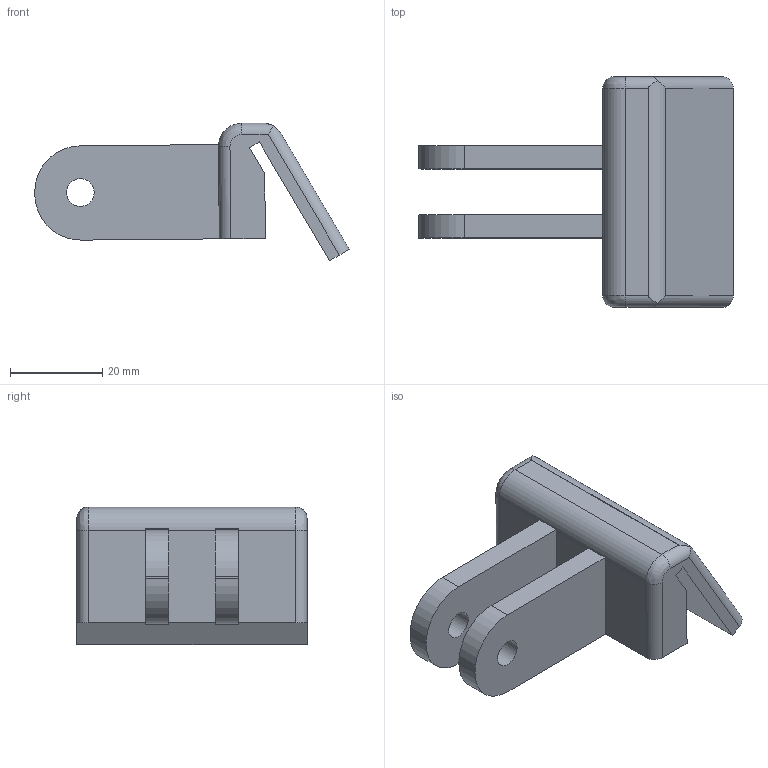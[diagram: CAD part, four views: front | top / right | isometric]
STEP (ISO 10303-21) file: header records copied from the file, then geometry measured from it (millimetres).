
FILE_DESCRIPTION(/* description */ (''),/* implementation_level */ '2;1');
FILE_NAME(/* name */ 'PlexiSuportArm3.step',/* time_stamp */ '2024-11-10T13:51:44+02:00',/* author */ (''),/* organization */ (''),/* preprocessor_version */ 'ST-DEVELOPER v20',/* originating_system */ 'Autodesk Translation Framework v13.20.0.188',/* authorisation */ '');
FILE_SCHEMA (('AUTOMOTIVE_DESIGN { 1 0 10303 214 3 1 1 }'));
Length unit declared in the file: millimetre
Products named in the file (1): FusionComponent
Bounding box: 68.33 x 50 x 29.95 mm (x, y, z)
Volume: 26753.2 mm3; surface area: 11666.4 mm2
Topology: 3 solids, 3 shells, 41 faces, 101 edges, 66 vertices
Faces by surface type: plane 25, cylinder 14, bspline 2
Full cylindrical faces by diameter (mm): 6 x2
Entity records: 1284 total; most frequent: CARTESIAN_POINT 257, DIRECTION 207, ORIENTED_EDGE 202, EDGE_CURVE 101, AXIS2_PLACEMENT_3D 70, LINE 67, VECTOR 67, VERTEX_POINT 66
